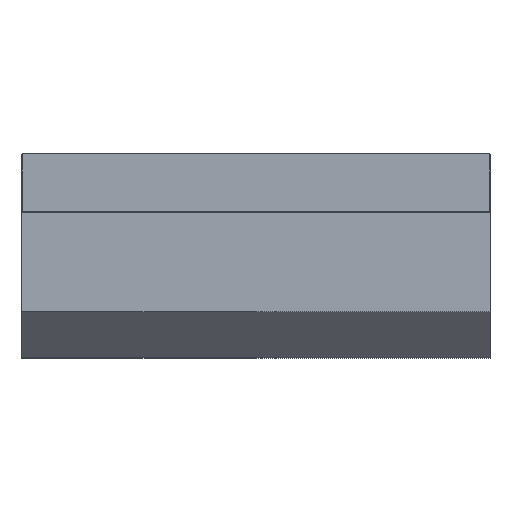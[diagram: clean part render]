
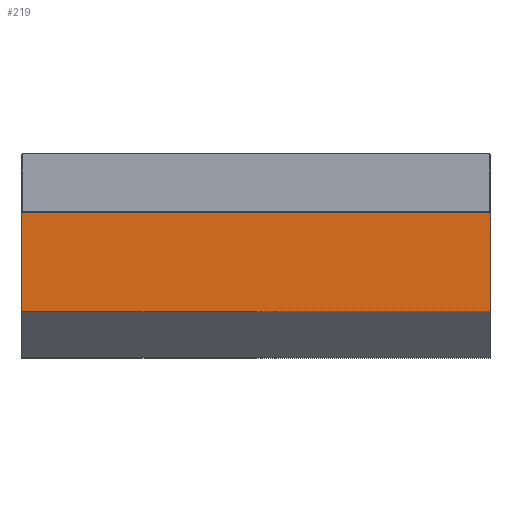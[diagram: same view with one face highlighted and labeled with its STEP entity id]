
A CAD part, top view. The second image highlights one B-rep face of the part: STEP entity #219.
In plain terms, the highlighted planar face has unit normal (0, 0, 1).
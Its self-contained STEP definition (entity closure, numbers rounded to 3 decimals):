
#38=VERTEX_POINT('',#39);
#39=CARTESIAN_POINT('',(-1.315,-0.295,12.875));
#44=EDGE_CURVE('',#38,#45,#47,.T.);
#45=VERTEX_POINT('',#46);
#46=CARTESIAN_POINT('',(-1.315,3.15,12.875));
#47=LINE('',#39,#48);
#48=VECTOR('',#49,1.);
#49=DIRECTION('',(0.,1.,0.));
#75=VECTOR('',#76,1.);
#76=DIRECTION('',(1.,0.,0.));
#207=VERTEX_POINT('',#208);
#208=CARTESIAN_POINT('',(8.935,-0.295,12.875));
#213=EDGE_CURVE('',#38,#207,#214,.T.);
#214=LINE('',#39,#75);
#219=ADVANCED_FACE('',(#220),#260,.T.);
#220=FACE_BOUND('',#221,.T.);
#221=EDGE_LOOP('',(#222,#223,#224,#229,#234,#242,#250,#258));
#222=ORIENTED_EDGE('',*,*,#44,.F.);
#223=ORIENTED_EDGE('',*,*,#213,.T.);
#224=ORIENTED_EDGE('',*,*,#225,.T.);
#225=EDGE_CURVE('',#207,#226,#228,.T.);
#226=VERTEX_POINT('',#227);
#227=CARTESIAN_POINT('',(8.935,3.15,12.875));
#228=LINE('',#208,#48);
#229=ORIENTED_EDGE('',*,*,#230,.F.);
#230=EDGE_CURVE('',#231,#226,#233,.T.);
#231=VERTEX_POINT('',#232);
#232=CARTESIAN_POINT('',(8.925,3.15,12.875));
#233=LINE('',#46,#75);
#234=ORIENTED_EDGE('',*,*,#235,.F.);
#235=EDGE_CURVE('',#236,#231,#238,.T.);
#236=VERTEX_POINT('',#237);
#237=CARTESIAN_POINT('',(8.925,1.89,12.875));
#238=LINE('',#239,#240);
#239=CARTESIAN_POINT('',(8.925,1.433,12.875));
#240=VECTOR('',#241,1.);
#241=DIRECTION('',(0.,1.,0.));
#242=ORIENTED_EDGE('',*,*,#243,.F.);
#243=EDGE_CURVE('',#244,#236,#246,.T.);
#244=VERTEX_POINT('',#245);
#245=CARTESIAN_POINT('',(-1.305,1.89,12.875));
#246=LINE('',#247,#248);
#247=CARTESIAN_POINT('',(3.805,1.89,12.875));
#248=VECTOR('',#249,1.);
#249=DIRECTION('',(1.,0.,0.));
#250=ORIENTED_EDGE('',*,*,#251,.F.);
#251=EDGE_CURVE('',#252,#244,#254,.T.);
#252=VERTEX_POINT('',#253);
#253=CARTESIAN_POINT('',(-1.305,3.15,12.875));
#254=LINE('',#255,#256);
#255=CARTESIAN_POINT('',(-1.305,0.798,12.875));
#256=VECTOR('',#257,1.);
#257=DIRECTION('',(0.,-1.,0.));
#258=ORIENTED_EDGE('',*,*,#259,.F.);
#259=EDGE_CURVE('',#45,#252,#233,.T.);
#260=PLANE('',#261);
#261=AXIS2_PLACEMENT_3D('',#39,#262,#263);
#262=DIRECTION('',(0.,0.,1.));
#263=DIRECTION('',(0.,1.,0.));
